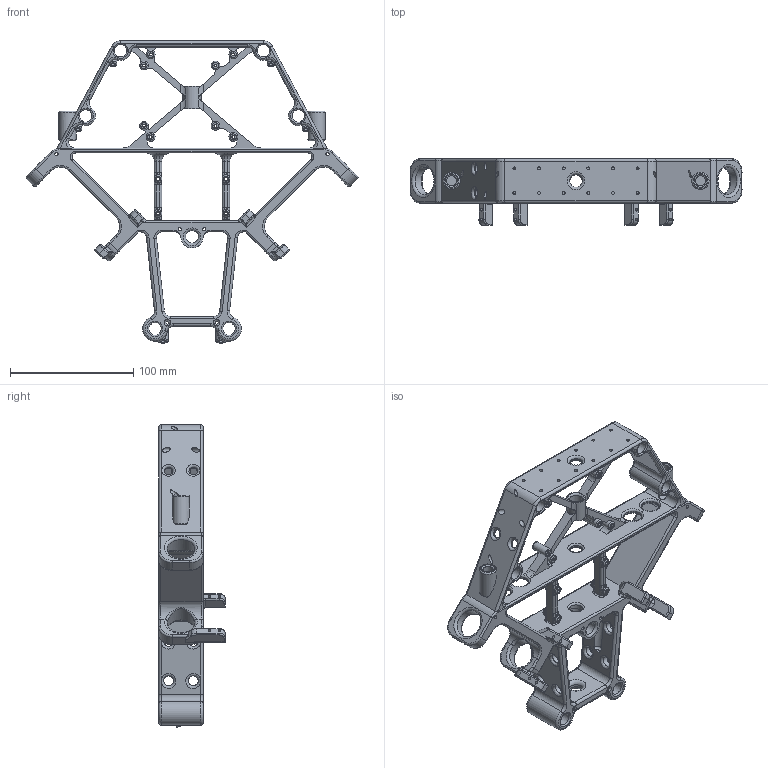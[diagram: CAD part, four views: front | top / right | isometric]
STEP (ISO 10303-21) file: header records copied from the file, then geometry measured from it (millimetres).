
FILE_DESCRIPTION(/* description */ ('STEP AP214'),/* implementation_level */ '2;1');
FILE_NAME(/* name */ '613a1d37fd96905b976639c3',/* time_stamp */ '2021-09-09T14:42:01+00:00',/* author */ (''),/* organization */ (''),/* preprocessor_version */ 'ST-DEVELOPER v18.1',/* originating_system */ ' ',/* authorisation */ ' ');
FILE_SCHEMA (('AUTOMOTIVE_DESIGN {1 0 10303 214 3 1 1}'));
Products named in the file (1): body
Bounding box: 269.48 x 54 x 245.36 mm (x, y, z)
Volume: 306539.4 mm3; surface area: 124286.4 mm2
Topology: 1 solids, 1 shells, 975 faces, 2568 edges, 1522 vertices
Faces by surface type: cylinder 344, torus 237, bspline 213, plane 181
Full cylindrical faces by diameter (mm): 2.2 x8, 2.3 x8, 2.4 x12, 2.5 x6, 2.6 x8, 3.76 x2, 4 x2, 7 x10, 8 x8, 8.3 x2, 10.2 x7, 10.4 x6, 10.5 x2, 14 x2, 15 x5, 22.5 x4
Entity records: 47186 total; most frequent: CARTESIAN_POINT 25437, ORIENTED_EDGE 4546, DIRECTION 4304, EDGE_CURVE 2273, AXIS2_PLACEMENT_3D 1841, VERTEX_POINT 1433, EDGE_LOOP 1294, FACE_BOUND 1294
